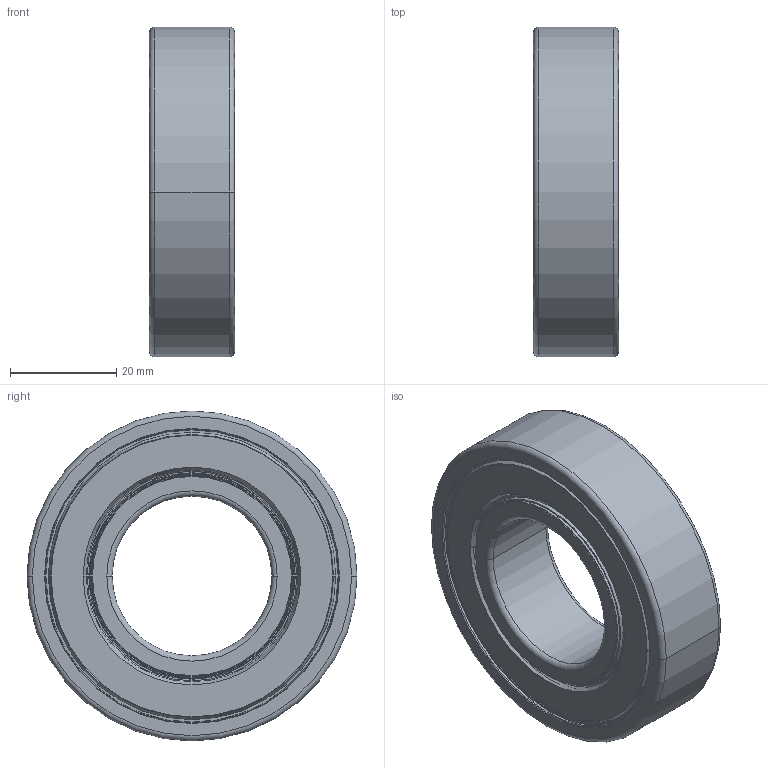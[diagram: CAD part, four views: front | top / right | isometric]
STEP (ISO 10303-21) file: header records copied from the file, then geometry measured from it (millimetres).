
FILE_DESCRIPTION(('STEP AP214'),'1');
FILE_NAME('6206-c-2hrs.stp','2025-10-02T20:06:39',('TraceParts'),('TraceParts S.A.S.'),'Spatial InterOp 3D',' ',' ');
FILE_SCHEMA(('AUTOMOTIVE_DESIGN { 1 0 10303 214 1 1 1 1 }'));
Length unit declared in the file: millimetre
Products named in the file (1): 6206-C-2HRS
Bounding box: 16 x 62 x 62 mm (x, y, z)
Volume: 19002.6 mm3; surface area: 19933.5 mm2
Topology: 1 solids, 2 shells, 274 faces, 600 edges, 340 vertices
Faces by surface type: torus 96, cone 80, cylinder 60, plane 38
Entity records: 10059 total; most frequent: CARTESIAN_POINT 1595, DIRECTION 1526, ORIENTED_EDGE 1200, AXIS2_PLACEMENT_3D 683, EDGE_CURVE 600, CIRCLE 408, VERTEX_POINT 340, EDGE_LOOP 296
